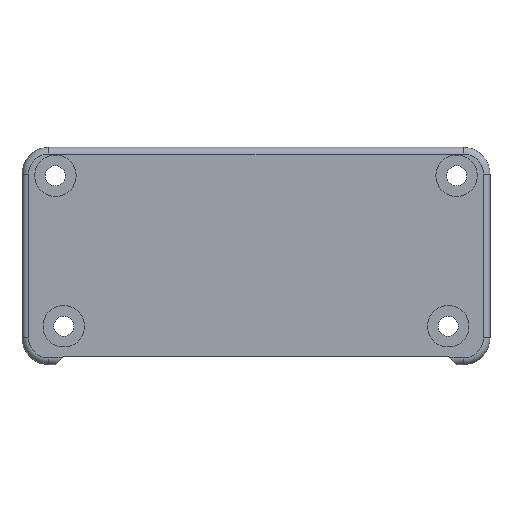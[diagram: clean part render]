
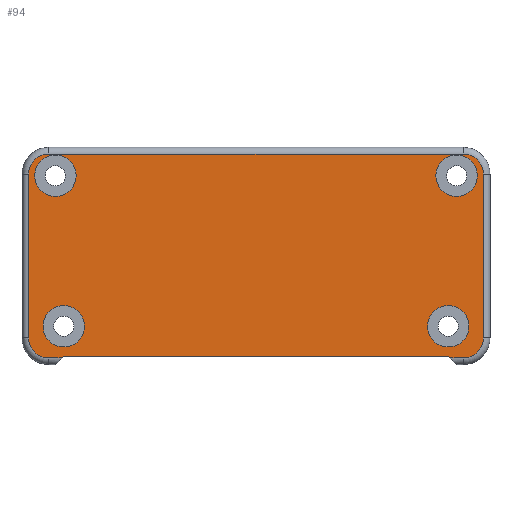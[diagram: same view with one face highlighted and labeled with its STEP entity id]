
A CAD part, top view. The second image highlights one B-rep face of the part: STEP entity #94.
In plain terms, the highlighted planar face has unit normal (0, 0, 1).
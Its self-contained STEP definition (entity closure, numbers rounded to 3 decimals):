
#94=ADVANCED_FACE('',(#409,#411,#413,#415,#417),#419,.T.);
#409=FACE_BOUND('',#410,.T.);
#410=EDGE_LOOP('',(#666,#667,#668,#669,#670,#671,#672,#673,#674,#675,#676,#677));
#411=FACE_BOUND('',#412,.T.);
#412=EDGE_LOOP('',(#678));
#413=FACE_BOUND('',#414,.T.);
#414=EDGE_LOOP('',(#679));
#415=FACE_BOUND('',#416,.T.);
#416=EDGE_LOOP('',(#680));
#417=FACE_BOUND('',#418,.T.);
#418=EDGE_LOOP('',(#681));
#419=PLANE('',#420);
#420=AXIS2_PLACEMENT_3D('',#421,#422,#423);
#421=CARTESIAN_POINT('',(0.,0.,6.));
#422=DIRECTION('',(0.,0.,1.));
#423=DIRECTION('',(1.,0.,0.));
#666=ORIENTED_EDGE('',*,*,#808,.T.);
#667=ORIENTED_EDGE('',*,*,#809,.T.);
#668=ORIENTED_EDGE('',*,*,#810,.T.);
#669=ORIENTED_EDGE('',*,*,#811,.T.);
#670=ORIENTED_EDGE('',*,*,#812,.T.);
#671=ORIENTED_EDGE('',*,*,#813,.T.);
#672=ORIENTED_EDGE('',*,*,#814,.T.);
#673=ORIENTED_EDGE('',*,*,#815,.T.);
#674=ORIENTED_EDGE('',*,*,#816,.T.);
#675=ORIENTED_EDGE('',*,*,#817,.T.);
#676=ORIENTED_EDGE('',*,*,#818,.T.);
#677=ORIENTED_EDGE('',*,*,#819,.T.);
#678=ORIENTED_EDGE('',*,*,#820,.T.);
#679=ORIENTED_EDGE('',*,*,#821,.T.);
#680=ORIENTED_EDGE('',*,*,#822,.T.);
#681=ORIENTED_EDGE('',*,*,#823,.T.);
#808=EDGE_CURVE('',#887,#888,#889,.T.);
#809=EDGE_CURVE('',#888,#890,#891,.T.);
#810=EDGE_CURVE('',#890,#892,#893,.T.);
#811=EDGE_CURVE('',#892,#894,#895,.T.);
#812=EDGE_CURVE('',#894,#896,#897,.T.);
#813=EDGE_CURVE('',#896,#898,#899,.T.);
#814=EDGE_CURVE('',#898,#900,#901,.T.);
#815=EDGE_CURVE('',#900,#902,#903,.T.);
#816=EDGE_CURVE('',#902,#904,#905,.T.);
#817=EDGE_CURVE('',#904,#906,#907,.T.);
#818=EDGE_CURVE('',#906,#908,#909,.T.);
#819=EDGE_CURVE('',#908,#887,#910,.T.);
#820=EDGE_CURVE('',#911,#911,#912,.F.);
#821=EDGE_CURVE('',#913,#913,#914,.F.);
#822=EDGE_CURVE('',#915,#915,#916,.F.);
#823=EDGE_CURVE('',#917,#917,#918,.F.);
#887=VERTEX_POINT('',#1032);
#888=VERTEX_POINT('',#1033);
#889=LINE('',#1034,#1035);
#890=VERTEX_POINT('',#1037);
#891=CIRCLE('',#1038,3.);
#892=VERTEX_POINT('',#1042);
#893=LINE('',#1043,#1044);
#894=VERTEX_POINT('',#1046);
#895=CIRCLE('',#1047,3.);
#896=VERTEX_POINT('',#1051);
#897=LINE('',#1052,#1053);
#898=VERTEX_POINT('',#1055);
#899=CIRCLE('',#1056,3.);
#900=VERTEX_POINT('',#1060);
#901=LINE('',#1061,#1062);
#902=VERTEX_POINT('',#1064);
#903=CIRCLE('',#1065,3.);
#904=VERTEX_POINT('',#1069);
#905=LINE('',#1070,#1071);
#906=VERTEX_POINT('',#1073);
#907=LINE('',#1074,#1075);
#908=VERTEX_POINT('',#1077);
#909=LINE('',#1078,#1079);
#910=LINE('',#1081,#1082);
#911=VERTEX_POINT('',#1084);
#912=CIRCLE('',#1085,3.1);
#913=VERTEX_POINT('',#1089);
#914=CIRCLE('',#1090,3.1);
#915=VERTEX_POINT('',#1094);
#916=CIRCLE('',#1095,3.1);
#917=VERTEX_POINT('',#1099);
#918=CIRCLE('',#1100,3.1);
#1032=CARTESIAN_POINT('',(29.,-15.25,6.));
#1033=CARTESIAN_POINT('',(31.,-15.25,6.));
#1034=CARTESIAN_POINT('',(29.,-15.25,6.));
#1035=VECTOR('',#1036,1.);
#1036=DIRECTION('',(1.,0.,0.));
#1037=CARTESIAN_POINT('',(34.,-12.25,6.));
#1038=AXIS2_PLACEMENT_3D('',#1039,#1040,#1041);
#1039=CARTESIAN_POINT('',(31.,-12.25,6.));
#1040=DIRECTION('',(-0.,0.,1.));
#1041=DIRECTION('',(0.,-1.,0.));
#1042=CARTESIAN_POINT('',(34.,12.25,6.));
#1043=CARTESIAN_POINT('',(34.,-12.25,6.));
#1044=VECTOR('',#1045,1.);
#1045=DIRECTION('',(0.,1.,0.));
#1046=CARTESIAN_POINT('',(31.,15.25,6.));
#1047=AXIS2_PLACEMENT_3D('',#1048,#1049,#1050);
#1048=CARTESIAN_POINT('',(31.,12.25,6.));
#1049=DIRECTION('',(0.,0.,1.));
#1050=DIRECTION('',(1.,0.,0.));
#1051=CARTESIAN_POINT('',(-31.,15.25,6.));
#1052=CARTESIAN_POINT('',(31.,15.25,6.));
#1053=VECTOR('',#1054,1.);
#1054=DIRECTION('',(-1.,0.,0.));
#1055=CARTESIAN_POINT('',(-34.,12.25,6.));
#1056=AXIS2_PLACEMENT_3D('',#1057,#1058,#1059);
#1057=CARTESIAN_POINT('',(-31.,12.25,6.));
#1058=DIRECTION('',(0.,-0.,1.));
#1059=DIRECTION('',(0.,1.,0.));
#1060=CARTESIAN_POINT('',(-34.,-12.25,6.));
#1061=CARTESIAN_POINT('',(-34.,12.25,6.));
#1062=VECTOR('',#1063,1.);
#1063=DIRECTION('',(0.,-1.,0.));
#1064=CARTESIAN_POINT('',(-31.,-15.25,6.));
#1065=AXIS2_PLACEMENT_3D('',#1066,#1067,#1068);
#1066=CARTESIAN_POINT('',(-31.,-12.25,6.));
#1067=DIRECTION('',(0.,-0.,1.));
#1068=DIRECTION('',(-1.,0.,0.));
#1069=CARTESIAN_POINT('',(-29.,-15.25,6.));
#1070=CARTESIAN_POINT('',(-31.,-15.25,6.));
#1071=VECTOR('',#1072,1.);
#1072=DIRECTION('',(1.,0.,0.));
#1073=CARTESIAN_POINT('',(-28.75,-15.,6.));
#1074=CARTESIAN_POINT('',(-29.,-15.25,6.));
#1075=VECTOR('',#1076,1.);
#1076=DIRECTION('',(0.707,0.707,0.));
#1077=CARTESIAN_POINT('',(28.75,-15.,6.));
#1078=CARTESIAN_POINT('',(-28.75,-15.,6.));
#1079=VECTOR('',#1080,1.);
#1080=DIRECTION('',(1.,0.,0.));
#1081=CARTESIAN_POINT('',(28.75,-15.,6.));
#1082=VECTOR('',#1083,1.);
#1083=DIRECTION('',(0.707,-0.707,0.));
#1084=CARTESIAN_POINT('',(-26.902,12.004,6.));
#1085=AXIS2_PLACEMENT_3D('',#1086,#1087,#1088);
#1086=CARTESIAN_POINT('',(-30.002,12.004,6.));
#1087=DIRECTION('',(0.,0.,1.));
#1088=DIRECTION('',(1.,0.,0.));
#1089=CARTESIAN_POINT('',(-25.65,-10.515,6.));
#1090=AXIS2_PLACEMENT_3D('',#1091,#1092,#1093);
#1091=CARTESIAN_POINT('',(-28.75,-10.515,6.));
#1092=DIRECTION('',(0.,0.,1.));
#1093=DIRECTION('',(1.,0.,0.));
#1094=CARTESIAN_POINT('',(33.102,12.004,6.));
#1095=AXIS2_PLACEMENT_3D('',#1096,#1097,#1098);
#1096=CARTESIAN_POINT('',(30.002,12.004,6.));
#1097=DIRECTION('',(0.,0.,1.));
#1098=DIRECTION('',(1.,0.,0.));
#1099=CARTESIAN_POINT('',(31.85,-10.515,6.));
#1100=AXIS2_PLACEMENT_3D('',#1101,#1102,#1103);
#1101=CARTESIAN_POINT('',(28.75,-10.515,6.));
#1102=DIRECTION('',(0.,0.,1.));
#1103=DIRECTION('',(1.,0.,0.));
